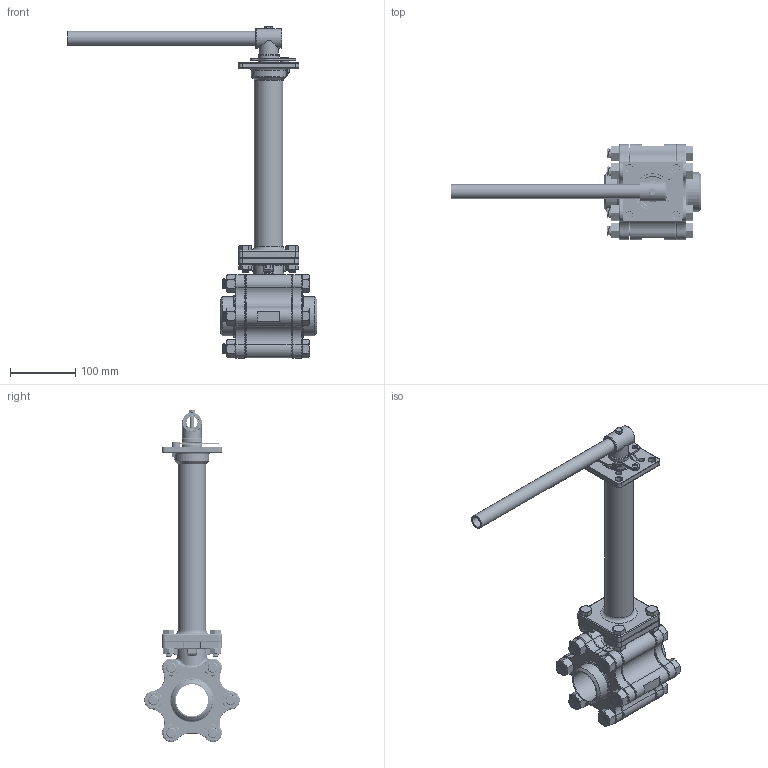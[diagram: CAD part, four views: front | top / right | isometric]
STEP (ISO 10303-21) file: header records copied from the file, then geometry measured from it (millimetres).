
FILE_DESCRIPTION(/* description */ ('STEP AP214'),/* implementation_level */ '2;1');
FILE_NAME(/* name */ 'AT3506_050.step',/* time_stamp */ '2025-07-25T11:30:48+02:00',/* author */ (''),/* organization */ (''),/* preprocessor_version */ 'ST-DEVELOPER v20.1',/* originating_system */ 'Autodesk Translation Framework v14.10.0.0',/* authorisation */ '');
FILE_SCHEMA (('AUTOMOTIVE_DESIGN { 1 0 10303 214 3 1 1 }'));
Length unit declared in the file: millimetre
Products named in the file (1): 305C-050-G01[Butt Weld][Sch.80]
Bounding box: 384.15 x 146.9 x 510.69 mm (x, y, z)
Volume: 1930401.6 mm3; surface area: 351316.4 mm2
Topology: 2 solids, 3 shells, 2055 faces, 5389 edges, 3338 vertices
Faces by surface type: cylinder 857, plane 499, cone 316, bspline 194, torus 177, sphere 12
Full cylindrical faces by diameter (mm): 5 x1, 6 x3, 6.375 x14, 6.75 x4, 6.8 x1, 7.8 x7, 8.05 x84, 8.5 x16, 9 x2, 9.3 x11, 9.7 x60, 10 x4, 11 x8, 11.5 x4, 12.89 x54, 13 x1, 13.575 x24, 15 x1, 15.7 x18, 15.88 x6, 16.8 x12, 17 x6, 17.1 x1, 21.7 x1, 22.4 x1, 29.5 x1, 30 x1, 31.4 x2, 32 x2, 44 x1
Entity records: 138244 total; most frequent: CARTESIAN_POINT 91072, ORIENTED_EDGE 10670, DIRECTION 9177, EDGE_CURVE 5335, AXIS2_PLACEMENT_3D 3739, VERTEX_POINT 3338, EDGE_LOOP 2187, FACE_OUTER_BOUND 2055
